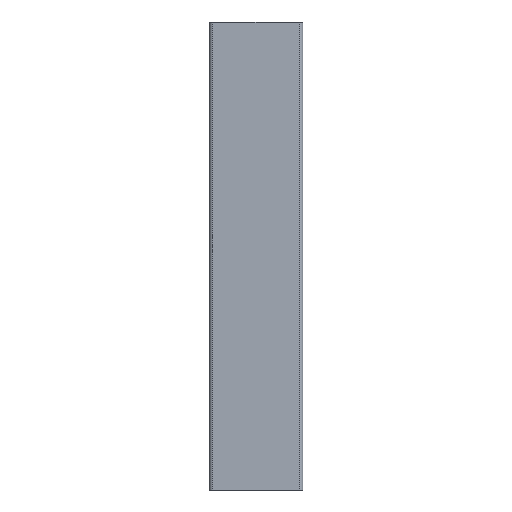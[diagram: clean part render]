
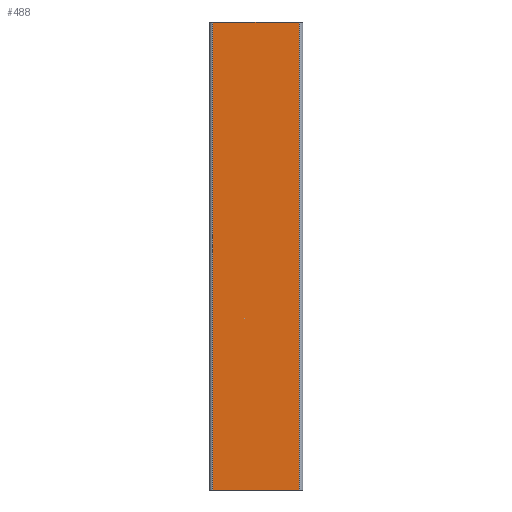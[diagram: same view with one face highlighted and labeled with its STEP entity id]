
A CAD part, front view. The second image highlights one B-rep face of the part: STEP entity #488.
In plain terms, the highlighted planar face has unit normal (0, -1, 0).
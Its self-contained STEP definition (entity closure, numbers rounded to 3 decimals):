
#28 = EDGE_CURVE ( 'NONE', #441, #309, #330, .T. ) ;
#33 = CARTESIAN_POINT ( 'NONE',  ( -23., -10., -125. ) ) ;
#56 = CARTESIAN_POINT ( 'NONE',  ( -23., -10., 125. ) ) ;
#83 = ORIENTED_EDGE ( 'NONE', *, *, #311, .F. ) ;
#85 = CARTESIAN_POINT ( 'NONE',  ( 23., -10., 125. ) ) ;
#90 = ORIENTED_EDGE ( 'NONE', *, *, #28, .T. ) ;
#97 = ORIENTED_EDGE ( 'NONE', *, *, #602, .T. ) ;
#144 = DIRECTION ( 'NONE',  ( 0., 0., 1. ) ) ;
#185 = CARTESIAN_POINT ( 'NONE',  ( -23., -10., 125. ) ) ;
#219 = VECTOR ( 'NONE', #573, 1000. ) ;
#226 = VECTOR ( 'NONE', #584, 1000. ) ;
#244 = CARTESIAN_POINT ( 'NONE',  ( -23., -10., -125. ) ) ;
#257 = LINE ( 'NONE', #244, #226 ) ;
#285 = LINE ( 'NONE', #335, #219 ) ;
#289 = DIRECTION ( 'NONE',  ( 0., 1., 0. ) ) ;
#309 = VERTEX_POINT ( 'NONE', #33 ) ;
#311 = EDGE_CURVE ( 'NONE', #438, #410, #338, .T. ) ;
#313 = CARTESIAN_POINT ( 'NONE',  ( 23., -10., 125. ) ) ;
#330 = LINE ( 'NONE', #56, #472 ) ;
#335 = CARTESIAN_POINT ( 'NONE',  ( -23., -10., 125. ) ) ;
#338 = LINE ( 'NONE', #313, #487 ) ;
#380 = PLANE ( 'NONE',  #428 ) ;
#381 = CARTESIAN_POINT ( 'NONE',  ( -23., -10., 125. ) ) ;
#403 = EDGE_LOOP ( 'NONE', ( #97, #83, #536, #90 ) ) ;
#410 = VERTEX_POINT ( 'NONE', #468 ) ;
#414 = FACE_OUTER_BOUND ( 'NONE', #403, .T. ) ;
#428 = AXIS2_PLACEMENT_3D ( 'NONE', #381, #289, #144 ) ;
#438 = VERTEX_POINT ( 'NONE', #85 ) ;
#441 = VERTEX_POINT ( 'NONE', #185 ) ;
#468 = CARTESIAN_POINT ( 'NONE',  ( 23., -10., -125. ) ) ;
#472 = VECTOR ( 'NONE', #582, 1000. ) ;
#487 = VECTOR ( 'NONE', #520, 1000. ) ;
#488 = ADVANCED_FACE ( 'NONE', ( #414 ), #380, .F. ) ;
#492 = EDGE_CURVE ( 'NONE', #441, #438, #285, .T. ) ;
#520 = DIRECTION ( 'NONE',  ( 0., 0., -1. ) ) ;
#536 = ORIENTED_EDGE ( 'NONE', *, *, #492, .F. ) ;
#573 = DIRECTION ( 'NONE',  ( 1., 0., 0. ) ) ;
#582 = DIRECTION ( 'NONE',  ( 0., 0., -1. ) ) ;
#584 = DIRECTION ( 'NONE',  ( 1., 0., 0. ) ) ;
#602 = EDGE_CURVE ( 'NONE', #309, #410, #257, .T. ) ;
